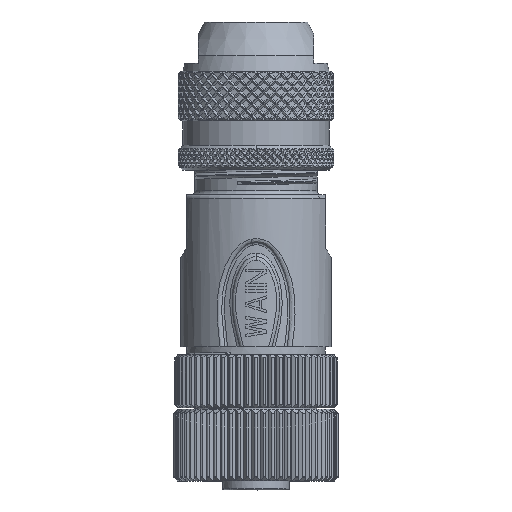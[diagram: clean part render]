
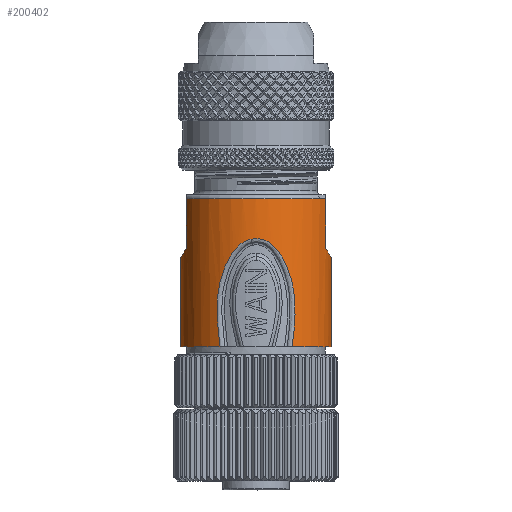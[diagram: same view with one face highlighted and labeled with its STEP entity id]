
A CAD part, top view. The second image highlights one B-rep face of the part: STEP entity #200402.
In plain terms, the highlighted cylindrical face has radius 9.25 mm (diameter 18.5 mm), a partial arc.
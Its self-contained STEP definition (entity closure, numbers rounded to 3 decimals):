
#49248=CARTESIAN_POINT('',(-8.475,25.62,3.706));
#49270=CARTESIAN_POINT('',(0.,25.62,0.));
#49271=DIRECTION('',(0.,-1.,0.));
#49272=DIRECTION('',(0.916,0.,0.401));
#49273=AXIS2_PLACEMENT_3D('',#49270,#49271,#49272);
#49275=CARTESIAN_POINT('',(0.,25.62,0.));
#49276=DIRECTION('',(0.,-1.,0.));
#49277=DIRECTION('',(-0.843,0.,0.538));
#49278=AXIS2_PLACEMENT_3D('',#49275,#49276,#49277);
#49360=CARTESIAN_POINT('',(-8.475,19.62,3.706));
#49361=CARTESIAN_POINT('',(-8.764,19.12,
3.046));
#49362=CARTESIAN_POINT('',(-8.994,18.721,
2.319));
#49363=CARTESIAN_POINT('',(-9.13,18.486,1.485));
#49369=DIRECTION('',(0.,-1.,0.));
#49370=VECTOR('',#49369,6.);
#49371=CARTESIAN_POINT('',(8.475,25.62,3.706));
#49372=LINE('',#49371,#49370);
#49373=DIRECTION('',(0.,-1.,0.));
#49374=VECTOR('',#49373,10.866);
#49375=CARTESIAN_POINT('',(9.13,18.486,1.485));
#49376=LINE('',#49375,#49374);
#49377=CARTESIAN_POINT('',(-0.605,20.705,
9.23));
#49378=CARTESIAN_POINT('',(-0.689,20.688,
9.225));
#49379=CARTESIAN_POINT('',(-0.86,20.646,
9.211));
#49380=CARTESIAN_POINT('',(-1.118,20.555,
9.183));
#49381=CARTESIAN_POINT('',(-1.379,20.434,
9.148));
#49382=CARTESIAN_POINT('',(-1.643,20.279,
9.104));
#49383=CARTESIAN_POINT('',(-1.909,20.086,
9.052));
#49384=CARTESIAN_POINT('',(-2.183,19.846,
8.99));
#49385=CARTESIAN_POINT('',(-2.467,19.549,
8.917));
#49386=CARTESIAN_POINT('',(-2.761,19.183,
8.83));
#49387=CARTESIAN_POINT('',(-3.062,18.74,
8.731));
#49388=CARTESIAN_POINT('',(-3.364,18.217,
8.619));
#49389=CARTESIAN_POINT('',(-3.672,17.598,
8.492));
#49390=CARTESIAN_POINT('',(-3.969,16.896,
8.357));
#49391=CARTESIAN_POINT('',(-4.216,16.17,
8.234));
#49392=CARTESIAN_POINT('',(-4.408,15.449,
8.133));
#49393=CARTESIAN_POINT('',(-4.557,14.694,
8.05));
#49394=CARTESIAN_POINT('',(-4.668,13.859,
7.986));
#49395=CARTESIAN_POINT('',(-4.738,12.912,
7.944));
#49396=CARTESIAN_POINT('',(-4.758,11.828,
7.933));
#49397=CARTESIAN_POINT('',(-4.714,10.589,
7.959));
#49398=CARTESIAN_POINT('',(-4.596,9.206,
8.028));
#49399=CARTESIAN_POINT('',(-4.459,8.167,
8.105));
#49400=CARTESIAN_POINT('',(-4.374,7.62,8.15));
#49402=DIRECTION('',(0.,1.,0.));
#49403=VECTOR('',#49402,10.866);
#49404=CARTESIAN_POINT('',(-9.13,7.62,1.485));
#49405=LINE('',#49404,#49403);
#49406=DIRECTION('',(0.,1.,0.));
#49407=VECTOR('',#49406,6.);
#49408=CARTESIAN_POINT('',(-8.475,19.62,3.706));
#49409=LINE('',#49408,#49407);
#49415=CARTESIAN_POINT('',(9.13,18.486,1.485));
#49416=CARTESIAN_POINT('',(8.994,18.721,2.319));
#49417=CARTESIAN_POINT('',(8.764,19.12,3.046));
#49418=CARTESIAN_POINT('',(8.475,19.62,3.706));
#49517=CARTESIAN_POINT('',(0.,7.62,0.));
#49518=DIRECTION('',(0.,1.,0.));
#49519=DIRECTION('',(-0.987,0.,0.161));
#49520=AXIS2_PLACEMENT_3D('',#49517,#49518,#49519);
#49599=CARTESIAN_POINT('',(4.379,7.62,8.148));
#49601=CARTESIAN_POINT('',(0.,7.62,0.));
#49602=DIRECTION('',(0.,1.,0.));
#49603=DIRECTION('',(0.473,0.,0.881));
#49604=AXIS2_PLACEMENT_3D('',#49601,#49602,#49603);
#50361=CARTESIAN_POINT('',(-0.605,20.705,
9.23));
#50362=CARTESIAN_POINT('',(-0.514,20.722,
9.236));
#50363=CARTESIAN_POINT('',(-0.329,20.75,
9.246));
#50364=CARTESIAN_POINT('',(-0.036,20.766,
9.252));
#50365=CARTESIAN_POINT('',(0.258,20.756,
9.248));
#50366=CARTESIAN_POINT('',(0.546,20.72,
9.235));
#50367=CARTESIAN_POINT('',(0.817,20.659,
9.215));
#50368=CARTESIAN_POINT('',(1.079,20.571,9.188));
#50369=CARTESIAN_POINT('',(1.34,20.454,9.154));
#50370=CARTESIAN_POINT('',(1.605,20.304,9.111));
#50371=CARTESIAN_POINT('',(1.876,20.113,9.059));
#50372=CARTESIAN_POINT('',(2.152,19.878,8.998));
#50373=CARTESIAN_POINT('',(2.437,19.585,8.925));
#50374=CARTESIAN_POINT('',(2.733,19.224,8.839));
#50375=CARTESIAN_POINT('',(3.035,18.786,8.74));
#50376=CARTESIAN_POINT('',(3.34,18.264,8.628));
#50377=CARTESIAN_POINT('',(3.65,17.645,8.502));
#50378=CARTESIAN_POINT('',(3.951,16.937,8.366));
#50379=CARTESIAN_POINT('',(4.204,16.203,8.241));
#50380=CARTESIAN_POINT('',(4.404,15.457,8.135));
#50381=CARTESIAN_POINT('',(4.56,14.678,8.049));
#50382=CARTESIAN_POINT('',(4.673,13.835,7.983));
#50383=CARTESIAN_POINT('',(4.743,12.896,7.942));
#50384=CARTESIAN_POINT('',(4.761,11.833,7.931));
#50385=CARTESIAN_POINT('',(4.716,10.616,7.958));
#50386=CARTESIAN_POINT('',(4.596,9.228,8.028));
#50387=CARTESIAN_POINT('',(4.46,8.176,8.104));
#50388=CARTESIAN_POINT('',(4.379,7.62,8.148));
#76031=CARTESIAN_POINT('',(8.475,19.62,3.706));
#76032=VERTEX_POINT('',#76031);
#76033=CARTESIAN_POINT('',(8.475,25.62,3.706));
#76034=VERTEX_POINT('',#76033);
#76035=CARTESIAN_POINT('',(9.13,18.486,1.485));
#76036=VERTEX_POINT('',#76035);
#76037=CARTESIAN_POINT('',(9.13,7.62,1.485));
#76038=VERTEX_POINT('',#76037);
#76052=CARTESIAN_POINT('',(-9.13,7.62,1.485));
#76053=VERTEX_POINT('',#76052);
#76054=CARTESIAN_POINT('',(-4.374,7.62,8.15));
#76055=VERTEX_POINT('',#76054);
#76069=VERTEX_POINT('',#49599);
#76214=CARTESIAN_POINT('',(-9.13,18.486,1.485));
#76215=VERTEX_POINT('',#76214);
#76216=CARTESIAN_POINT('',(-8.475,19.62,3.706));
#76217=VERTEX_POINT('',#76216);
#76218=VERTEX_POINT('',#49248);
#76219=CARTESIAN_POINT('',(-7.799,25.62,4.974));
#76220=VERTEX_POINT('',#76219);
#76221=VERTEX_POINT('',#50361);
#200376=CARTESIAN_POINT('',(0.,1.445,0.));
#200377=DIRECTION('',(0.,1.,0.));
#200378=DIRECTION('',(1.,0.,0.));
#200379=AXIS2_PLACEMENT_3D('',#200376,#200377,#200378);
#200380=CYLINDRICAL_SURFACE('',#200379,9.25);
#200381=ORIENTED_EDGE('',*,*,#200312,.F.);
#200382=ORIENTED_EDGE('',*,*,#200310,.F.);
#200383=ORIENTED_EDGE('',*,*,#200328,.T.);
#200385=ORIENTED_EDGE('',*,*,#200384,.F.);
#200387=ORIENTED_EDGE('',*,*,#200386,.T.);
#200389=ORIENTED_EDGE('',*,*,#200388,.F.);
#200391=ORIENTED_EDGE('',*,*,#200390,.F.);
#200393=ORIENTED_EDGE('',*,*,#200392,.T.);
#200395=ORIENTED_EDGE('',*,*,#200394,.F.);
#200397=ORIENTED_EDGE('',*,*,#200396,.T.);
#200398=ORIENTED_EDGE('',*,*,#200369,.F.);
#200399=ORIENTED_EDGE('',*,*,#200292,.T.);
#200400=EDGE_LOOP('',(#200381,#200382,#200383,#200385,#200387,#200389,#200391,
#200393,#200395,#200397,#200398,#200399));
#200401=FACE_OUTER_BOUND('',#200400,.F.);
#200402=ADVANCED_FACE('',(#200401),#200380,.T.);
#49274=CIRCLE('',#49273,9.25);
#49279=CIRCLE('',#49278,9.25);
#49364=B_SPLINE_CURVE_WITH_KNOTS('',3,(#49360,#49361,#49362,#49363),
.UNSPECIFIED.,.F.,.F.,(4,4),(0.,1.),.UNSPECIFIED.);
#49401=B_SPLINE_CURVE_WITH_KNOTS('',3,(#49377,#49378,#49379,#49380,#49381,
#49382,#49383,#49384,#49385,#49386,#49387,#49388,#49389,#49390,#49391,#49392,
#49393,#49394,#49395,#49396,#49397,#49398,#49399,#49400),.UNSPECIFIED.,.F.,.F.,(
4,1,1,1,1,1,1,1,1,1,1,1,1,1,1,1,1,1,1,1,1,4),(0.,0.048,
0.095,0.143,0.19,0.238,
0.286,0.333,0.381,0.429,
0.476,0.524,0.571,0.619,
0.667,0.714,0.762,0.81,
0.857,0.905,0.952,1.),.UNSPECIFIED.);
#49419=B_SPLINE_CURVE_WITH_KNOTS('',3,(#49415,#49416,#49417,#49418),
.UNSPECIFIED.,.F.,.F.,(4,4),(0.,1.),.UNSPECIFIED.);
#49521=CIRCLE('',#49520,9.25);
#49605=CIRCLE('',#49604,9.25);
#50389=B_SPLINE_CURVE_WITH_KNOTS('',3,(#50361,#50362,#50363,#50364,#50365,
#50366,#50367,#50368,#50369,#50370,#50371,#50372,#50373,#50374,#50375,#50376,
#50377,#50378,#50379,#50380,#50381,#50382,#50383,#50384,#50385,#50386,#50387,
#50388),.UNSPECIFIED.,.F.,.F.,(4,1,1,1,1,1,1,1,1,1,1,1,1,1,1,1,1,1,1,1,1,1,1,1,
1,4),(0.,0.04,0.08,0.12,0.16,0.2,0.24,0.28,0.32,0.36,0.4,
0.44,0.48,0.52,0.56,0.6,0.64,0.68,0.72,0.76,0.8,0.84,
0.88,0.92,0.96,1.),.UNSPECIFIED.);
#200292=EDGE_CURVE('',#76217,#76218,#49409,.T.);
#200310=EDGE_CURVE('',#76034,#76220,#49274,.T.);
#200312=EDGE_CURVE('',#76220,#76218,#49279,.T.);
#200328=EDGE_CURVE('',#76034,#76032,#49372,.T.);
#200369=EDGE_CURVE('',#76217,#76215,#49364,.T.);
#200384=EDGE_CURVE('',#76036,#76032,#49419,.T.);
#200386=EDGE_CURVE('',#76036,#76038,#49376,.T.);
#200388=EDGE_CURVE('',#76069,#76038,#49605,.T.);
#200390=EDGE_CURVE('',#76221,#76069,#50389,.T.);
#200392=EDGE_CURVE('',#76221,#76055,#49401,.T.);
#200394=EDGE_CURVE('',#76053,#76055,#49521,.T.);
#200396=EDGE_CURVE('',#76053,#76215,#49405,.T.);
